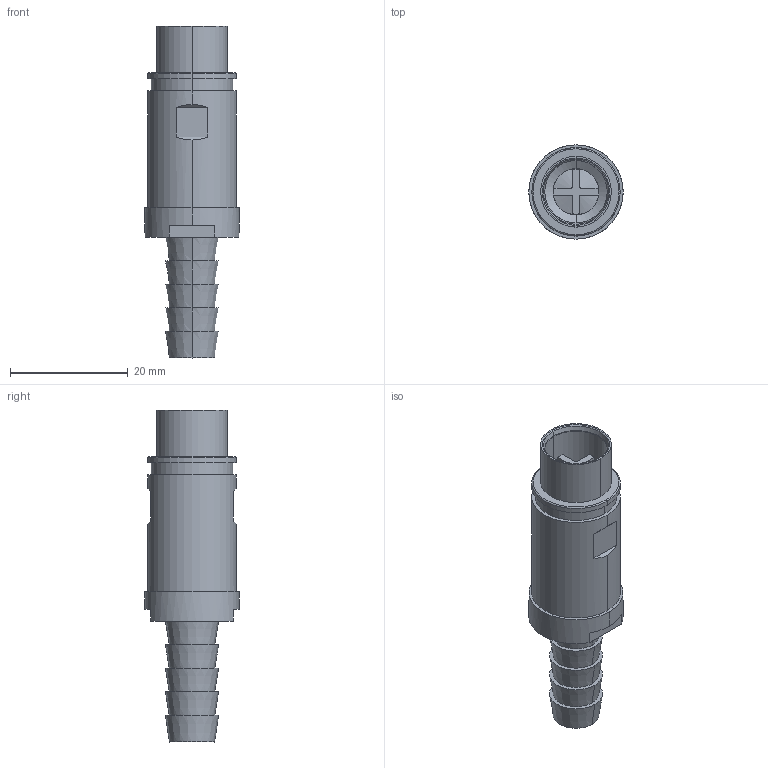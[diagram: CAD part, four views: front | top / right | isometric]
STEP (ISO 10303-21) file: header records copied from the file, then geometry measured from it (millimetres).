
FILE_DESCRIPTION(('Creo Elements/Direct Modeling STEP Export'),'2;1');
FILE_NAME('0ln7uvk5p6o8v4t4976','2023-02-13T16:35:57',(''),(''),'Creo Elements/Direct Modeling STEP processor for AP214 (Solid Model)','Creo Elements/Direct Modeling 20.1B 02-Apr-2019 (C) Parametric Technology GmbH','');
FILE_SCHEMA(('AUTOMOTIVE_DESIGN { 1 0 10303 214 1 1 1 1 }'));
Length unit declared in the file: millimetre
Products named in the file (2): CX 8.0 MPV
Assembly tree (1 placements, depth 2):
  CX 8.0 MPV
    CX 8.0 MPV
Bounding box: 16 x 16 x 56.35 mm (x, y, z)
Volume: 4575.7 mm3; surface area: 4277.2 mm2
Topology: 1 solids, 1 shells, 126 faces, 320 edges, 210 vertices
Faces by surface type: plane 46, cone 42, cylinder 28, torus 10
Entity records: 5471 total; most frequent: CARTESIAN_POINT 1614, ORIENTED_EDGE 640, DIRECTION 486, EDGE_CURVE 320, VERTEX_POINT 210, AXIS2_PLACEMENT_3D 198, EDGE_LOOP 140, COLOUR_RGB 127
